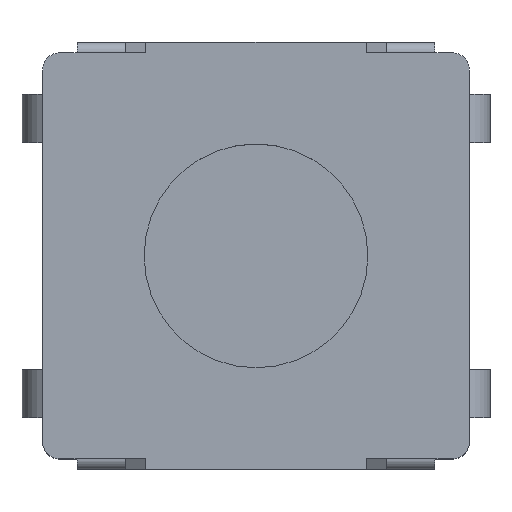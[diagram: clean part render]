
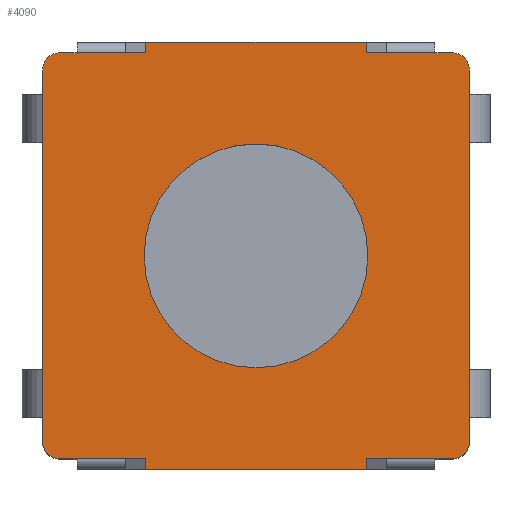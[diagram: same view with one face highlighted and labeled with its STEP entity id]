
A CAD part, top view. The second image highlights one B-rep face of the part: STEP entity #4090.
In plain terms, the highlighted planar face has unit normal (0, 0, 1).
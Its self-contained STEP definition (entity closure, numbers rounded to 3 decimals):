
#28=FACE_BOUND('',#501,.T.);
#146=CIRCLE('',#4367,0.25);
#147=CIRCLE('',#4368,0.25);
#148=CIRCLE('',#4369,0.25);
#149=CIRCLE('',#4370,0.25);
#150=CIRCLE('',#4371,1.625);
#279=FACE_OUTER_BOUND('',#500,.T.);
#500=EDGE_LOOP('',(#2976,#2977,#2978,#2979,#2980,#2981,#2982,#2983,#2984,
#2985,#2986,#2987,#2988,#2989,#2990,#2991,#2992,#2993,#2994,#2995,#2996,
#2997,#2998,#2999));
#501=EDGE_LOOP('',(#3000));
#851=LINE('',#6191,#1339);
#854=LINE('',#6197,#1342);
#857=LINE('',#6201,#1345);
#860=LINE('',#6207,#1348);
#861=LINE('',#6211,#1349);
#864=LINE('',#6215,#1352);
#866=LINE('',#6219,#1354);
#867=LINE('',#6222,#1355);
#869=LINE('',#6226,#1357);
#870=LINE('',#6228,#1358);
#871=LINE('',#6230,#1359);
#872=LINE('',#6234,#1360);
#873=LINE('',#6238,#1361);
#874=LINE('',#6239,#1362);
#875=LINE('',#6241,#1363);
#876=LINE('',#6243,#1364);
#877=LINE('',#6247,#1365);
#878=LINE('',#6251,#1366);
#879=LINE('',#6253,#1367);
#880=LINE('',#6254,#1368);
#1339=VECTOR('',#4954,10.);
#1342=VECTOR('',#4959,10.);
#1345=VECTOR('',#4964,10.);
#1348=VECTOR('',#4969,10.);
#1349=VECTOR('',#4972,10.);
#1352=VECTOR('',#4977,10.);
#1354=VECTOR('',#4981,10.);
#1355=VECTOR('',#4984,10.);
#1357=VECTOR('',#4988,10.);
#1358=VECTOR('',#4989,10.);
#1359=VECTOR('',#4990,10.);
#1360=VECTOR('',#4993,10.);
#1361=VECTOR('',#4996,10.);
#1362=VECTOR('',#4997,10.);
#1363=VECTOR('',#4998,10.);
#1364=VECTOR('',#4999,10.);
#1365=VECTOR('',#5002,10.);
#1366=VECTOR('',#5005,10.);
#1367=VECTOR('',#5006,10.);
#1368=VECTOR('',#5007,10.);
#1810=VERTEX_POINT('',#6189);
#1811=VERTEX_POINT('',#6190);
#1812=VERTEX_POINT('',#6195);
#1813=VERTEX_POINT('',#6196);
#1814=VERTEX_POINT('',#6203);
#1815=VERTEX_POINT('',#6205);
#1816=VERTEX_POINT('',#6209);
#1817=VERTEX_POINT('',#6210);
#1818=VERTEX_POINT('',#6217);
#1819=VERTEX_POINT('',#6221);
#1820=VERTEX_POINT('',#6225);
#1821=VERTEX_POINT('',#6227);
#1822=VERTEX_POINT('',#6229);
#1823=VERTEX_POINT('',#6231);
#1824=VERTEX_POINT('',#6233);
#1825=VERTEX_POINT('',#6235);
#1826=VERTEX_POINT('',#6237);
#1827=VERTEX_POINT('',#6240);
#1828=VERTEX_POINT('',#6242);
#1829=VERTEX_POINT('',#6244);
#1830=VERTEX_POINT('',#6246);
#1831=VERTEX_POINT('',#6248);
#1832=VERTEX_POINT('',#6250);
#1833=VERTEX_POINT('',#6252);
#1834=VERTEX_POINT('',#6255);
#2255=EDGE_CURVE('',#1810,#1811,#851,.T.);
#2258=EDGE_CURVE('',#1812,#1813,#854,.T.);
#2261=EDGE_CURVE('',#1813,#1810,#857,.T.);
#2264=EDGE_CURVE('',#1814,#1815,#860,.T.);
#2265=EDGE_CURVE('',#1816,#1817,#861,.T.);
#2268=EDGE_CURVE('',#1815,#1816,#864,.T.);
#2270=EDGE_CURVE('',#1811,#1818,#866,.T.);
#2271=EDGE_CURVE('',#1819,#1812,#867,.T.);
#2273=EDGE_CURVE('',#1820,#1817,#869,.T.);
#2274=EDGE_CURVE('',#1821,#1820,#870,.T.);
#2275=EDGE_CURVE('',#1822,#1821,#871,.T.);
#2276=EDGE_CURVE('',#1823,#1822,#146,.T.);
#2277=EDGE_CURVE('',#1823,#1824,#872,.T.);
#2278=EDGE_CURVE('',#1825,#1824,#147,.T.);
#2279=EDGE_CURVE('',#1825,#1826,#873,.T.);
#2280=EDGE_CURVE('',#1826,#1819,#874,.T.);
#2281=EDGE_CURVE('',#1818,#1827,#875,.T.);
#2282=EDGE_CURVE('',#1827,#1828,#876,.T.);
#2283=EDGE_CURVE('',#1829,#1828,#148,.T.);
#2284=EDGE_CURVE('',#1829,#1830,#877,.T.);
#2285=EDGE_CURVE('',#1831,#1830,#149,.T.);
#2286=EDGE_CURVE('',#1832,#1831,#878,.T.);
#2287=EDGE_CURVE('',#1833,#1832,#879,.T.);
#2288=EDGE_CURVE('',#1814,#1833,#880,.T.);
#2289=EDGE_CURVE('',#1834,#1834,#150,.T.);
#2976=ORIENTED_EDGE('',*,*,#2273,.F.);
#2977=ORIENTED_EDGE('',*,*,#2274,.F.);
#2978=ORIENTED_EDGE('',*,*,#2275,.F.);
#2979=ORIENTED_EDGE('',*,*,#2276,.F.);
#2980=ORIENTED_EDGE('',*,*,#2277,.T.);
#2981=ORIENTED_EDGE('',*,*,#2278,.F.);
#2982=ORIENTED_EDGE('',*,*,#2279,.T.);
#2983=ORIENTED_EDGE('',*,*,#2280,.T.);
#2984=ORIENTED_EDGE('',*,*,#2271,.T.);
#2985=ORIENTED_EDGE('',*,*,#2258,.T.);
#2986=ORIENTED_EDGE('',*,*,#2261,.T.);
#2987=ORIENTED_EDGE('',*,*,#2255,.T.);
#2988=ORIENTED_EDGE('',*,*,#2270,.T.);
#2989=ORIENTED_EDGE('',*,*,#2281,.T.);
#2990=ORIENTED_EDGE('',*,*,#2282,.T.);
#2991=ORIENTED_EDGE('',*,*,#2283,.F.);
#2992=ORIENTED_EDGE('',*,*,#2284,.T.);
#2993=ORIENTED_EDGE('',*,*,#2285,.F.);
#2994=ORIENTED_EDGE('',*,*,#2286,.F.);
#2995=ORIENTED_EDGE('',*,*,#2287,.F.);
#2996=ORIENTED_EDGE('',*,*,#2288,.F.);
#2997=ORIENTED_EDGE('',*,*,#2264,.T.);
#2998=ORIENTED_EDGE('',*,*,#2268,.T.);
#2999=ORIENTED_EDGE('',*,*,#2265,.T.);
#3000=ORIENTED_EDGE('',*,*,#2289,.T.);
#3918=PLANE('',#4366);
#4090=ADVANCED_FACE('',(#279,#28),#3918,.T.);
#4366=AXIS2_PLACEMENT_3D('',#6224,#4986,#4987);
#4367=AXIS2_PLACEMENT_3D('',#6232,#4991,#4992);
#4368=AXIS2_PLACEMENT_3D('',#6236,#4994,#4995);
#4369=AXIS2_PLACEMENT_3D('',#6245,#5000,#5001);
#4370=AXIS2_PLACEMENT_3D('',#6249,#5003,#5004);
#4371=AXIS2_PLACEMENT_3D('',#6256,#5008,#5009);
#4954=DIRECTION('',(0.,-1.,0.));
#4959=DIRECTION('',(0.,1.,0.));
#4964=DIRECTION('',(-1.,0.,0.));
#4969=DIRECTION('',(0.,-1.,0.));
#4972=DIRECTION('',(0.,1.,0.));
#4977=DIRECTION('',(1.,0.,0.));
#4981=DIRECTION('',(-1.,0.,0.));
#4984=DIRECTION('',(-1.,0.,0.));
#4986=DIRECTION('center_axis',(0.,0.,1.));
#4987=DIRECTION('ref_axis',(-1.,0.,0.));
#4988=DIRECTION('',(-1.,0.,0.));
#4989=DIRECTION('',(-1.,0.,0.));
#4990=DIRECTION('',(-1.,0.,0.));
#4991=DIRECTION('center_axis',(0.,0.,-1.));
#4992=DIRECTION('ref_axis',(0.707,-0.707,0.));
#4993=DIRECTION('',(0.,1.,0.));
#4994=DIRECTION('center_axis',(0.,0.,-1.));
#4995=DIRECTION('ref_axis',(0.707,0.707,0.));
#4996=DIRECTION('',(-1.,0.,0.));
#4997=DIRECTION('',(-1.,0.,0.));
#4998=DIRECTION('',(-1.,0.,0.));
#4999=DIRECTION('',(-1.,0.,0.));
#5000=DIRECTION('center_axis',(0.,0.,-1.));
#5001=DIRECTION('ref_axis',(-0.707,0.707,0.));
#5002=DIRECTION('',(0.,-1.,0.));
#5003=DIRECTION('center_axis',(0.,0.,-1.));
#5004=DIRECTION('ref_axis',(-0.707,-0.707,0.));
#5005=DIRECTION('',(-1.,0.,0.));
#5006=DIRECTION('',(-1.,0.,0.));
#5007=DIRECTION('',(-1.,0.,0.));
#5008=DIRECTION('center_axis',(0.,0.,-1.));
#5009=DIRECTION('ref_axis',(0.,1.,0.));
#6189=CARTESIAN_POINT('',(-1.6,3.1,2.6));
#6190=CARTESIAN_POINT('',(-1.6,2.95,2.6));
#6191=CARTESIAN_POINT('',(-1.6,3.1,2.6));
#6195=CARTESIAN_POINT('',(1.6,2.95,2.6));
#6196=CARTESIAN_POINT('',(1.6,3.1,2.6));
#6197=CARTESIAN_POINT('',(1.6,2.95,2.6));
#6201=CARTESIAN_POINT('',(1.6,3.1,2.6));
#6203=CARTESIAN_POINT('',(-1.6,-2.95,2.6));
#6205=CARTESIAN_POINT('',(-1.6,-3.1,2.6));
#6207=CARTESIAN_POINT('',(-1.6,-2.946,2.6));
#6209=CARTESIAN_POINT('',(1.6,-3.1,2.6));
#6210=CARTESIAN_POINT('',(1.6,-2.95,2.6));
#6211=CARTESIAN_POINT('',(1.6,-3.1,2.6));
#6215=CARTESIAN_POINT('',(-1.6,-3.1,2.6));
#6217=CARTESIAN_POINT('',(-1.9,2.95,2.6));
#6219=CARTESIAN_POINT('',(0.,2.95,2.6));
#6221=CARTESIAN_POINT('',(1.9,2.95,2.6));
#6222=CARTESIAN_POINT('',(0.,2.95,2.6));
#6224=CARTESIAN_POINT('Origin',(0.,2.95,2.6));
#6225=CARTESIAN_POINT('',(1.9,-2.95,2.6));
#6226=CARTESIAN_POINT('',(0.,-2.95,2.6));
#6227=CARTESIAN_POINT('',(2.6,-2.95,2.6));
#6228=CARTESIAN_POINT('',(0.,-2.95,2.6));
#6229=CARTESIAN_POINT('',(2.85,-2.95,2.6));
#6230=CARTESIAN_POINT('',(0.,-2.95,2.6));
#6231=CARTESIAN_POINT('',(3.1,-2.7,2.6));
#6232=CARTESIAN_POINT('Origin',(2.85,-2.7,2.6));
#6233=CARTESIAN_POINT('',(3.1,2.7,2.6));
#6234=CARTESIAN_POINT('',(3.1,-2.95,2.6));
#6235=CARTESIAN_POINT('',(2.85,2.95,2.6));
#6236=CARTESIAN_POINT('Origin',(2.85,2.7,2.6));
#6237=CARTESIAN_POINT('',(2.6,2.95,2.6));
#6238=CARTESIAN_POINT('',(0.,2.95,2.6));
#6239=CARTESIAN_POINT('',(0.,2.95,2.6));
#6240=CARTESIAN_POINT('',(-2.6,2.95,2.6));
#6241=CARTESIAN_POINT('',(0.,2.95,2.6));
#6242=CARTESIAN_POINT('',(-2.85,2.95,2.6));
#6243=CARTESIAN_POINT('',(0.,2.95,2.6));
#6244=CARTESIAN_POINT('',(-3.1,2.7,2.6));
#6245=CARTESIAN_POINT('Origin',(-2.85,2.7,2.6));
#6246=CARTESIAN_POINT('',(-3.1,-2.7,2.6));
#6247=CARTESIAN_POINT('',(-3.1,-2.95,2.6));
#6248=CARTESIAN_POINT('',(-2.85,-2.95,2.6));
#6249=CARTESIAN_POINT('Origin',(-2.85,-2.7,2.6));
#6250=CARTESIAN_POINT('',(-2.6,-2.95,2.6));
#6251=CARTESIAN_POINT('',(0.,-2.95,2.6));
#6252=CARTESIAN_POINT('',(-1.9,-2.95,2.6));
#6253=CARTESIAN_POINT('',(0.,-2.95,2.6));
#6254=CARTESIAN_POINT('',(0.,-2.95,2.6));
#6255=CARTESIAN_POINT('',(0.,-1.625,2.6));
#6256=CARTESIAN_POINT('Origin',(0.,0.,2.6));
